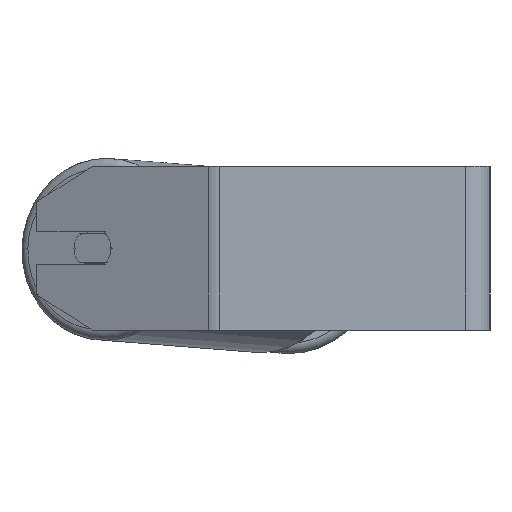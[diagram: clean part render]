
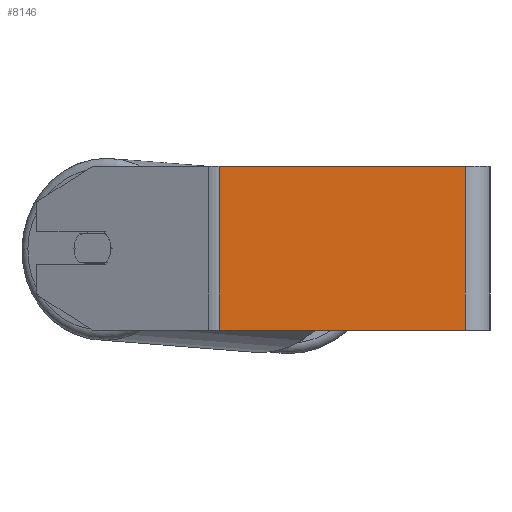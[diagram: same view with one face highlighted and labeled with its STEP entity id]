
A CAD part, left-side view. The second image highlights one B-rep face of the part: STEP entity #8146.
In plain terms, the highlighted planar face has unit normal (-1, 0, 0).
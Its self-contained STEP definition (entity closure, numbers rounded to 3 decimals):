
#504 = DIRECTION ( 'NONE',  ( 0., 0., -1. ) ) ;
#607 = ORIENTED_EDGE ( 'NONE', *, *, #5262, .F. ) ;
#945 = VECTOR ( 'NONE', #7974, 1000. ) ;
#1183 = LINE ( 'NONE', #8020, #945 ) ;
#1379 = EDGE_CURVE ( 'NONE', #2676, #3389, #7331, .T. ) ;
#1407 = DIRECTION ( 'NONE',  ( 0., -1., 0. ) ) ;
#1452 = CARTESIAN_POINT ( 'NONE',  ( -340., 135.007, 40. ) ) ;
#2327 = EDGE_CURVE ( 'NONE', #2676, #7911, #4087, .T. ) ;
#2607 = VECTOR ( 'NONE', #5702, 1000. ) ;
#2676 = VERTEX_POINT ( 'NONE', #6125 ) ;
#2818 = FACE_OUTER_BOUND ( 'NONE', #8192, .T. ) ;
#2969 = CARTESIAN_POINT ( 'NONE',  ( -340., 12., 40. ) ) ;
#3389 = VERTEX_POINT ( 'NONE', #5638 ) ;
#3704 = LINE ( 'NONE', #3749, #2607 ) ;
#3749 = CARTESIAN_POINT ( 'NONE',  ( -340., 135.007, -40. ) ) ;
#4087 = LINE ( 'NONE', #1452, #5703 ) ;
#4295 = PLANE ( 'NONE',  #6022 ) ;
#4313 = EDGE_CURVE ( 'NONE', #3389, #8364, #3704, .T. ) ;
#4552 = CARTESIAN_POINT ( 'NONE',  ( -340., 12., -40. ) ) ;
#5070 = ORIENTED_EDGE ( 'NONE', *, *, #1379, .T. ) ;
#5262 = EDGE_CURVE ( 'NONE', #7911, #8364, #1183, .T. ) ;
#5285 = ORIENTED_EDGE ( 'NONE', *, *, #4313, .T. ) ;
#5536 = VECTOR ( 'NONE', #504, 1000. ) ;
#5638 = CARTESIAN_POINT ( 'NONE',  ( -340., 132.347, -40. ) ) ;
#5666 = DIRECTION ( 'NONE',  ( 1., 0., 0. ) ) ;
#5702 = DIRECTION ( 'NONE',  ( 0., -1., 0. ) ) ;
#5703 = VECTOR ( 'NONE', #1407, 1000. ) ;
#6022 = AXIS2_PLACEMENT_3D ( 'NONE', #6256, #5666, #8226 ) ;
#6125 = CARTESIAN_POINT ( 'NONE',  ( -340., 132.347, 40. ) ) ;
#6256 = CARTESIAN_POINT ( 'NONE',  ( -340., 135.007, 40. ) ) ;
#6979 = ORIENTED_EDGE ( 'NONE', *, *, #2327, .F. ) ;
#7331 = LINE ( 'NONE', #7416, #5536 ) ;
#7416 = CARTESIAN_POINT ( 'NONE',  ( -340., 132.347, 40. ) ) ;
#7911 = VERTEX_POINT ( 'NONE', #2969 ) ;
#7974 = DIRECTION ( 'NONE',  ( 0., 0., -1. ) ) ;
#8020 = CARTESIAN_POINT ( 'NONE',  ( -340., 12., 40. ) ) ;
#8146 = ADVANCED_FACE ( 'NONE', ( #2818 ), #4295, .F. ) ;
#8192 = EDGE_LOOP ( 'NONE', ( #5285, #607, #6979, #5070 ) ) ;
#8226 = DIRECTION ( 'NONE',  ( 0., 0., -1. ) ) ;
#8364 = VERTEX_POINT ( 'NONE', #4552 ) ;
